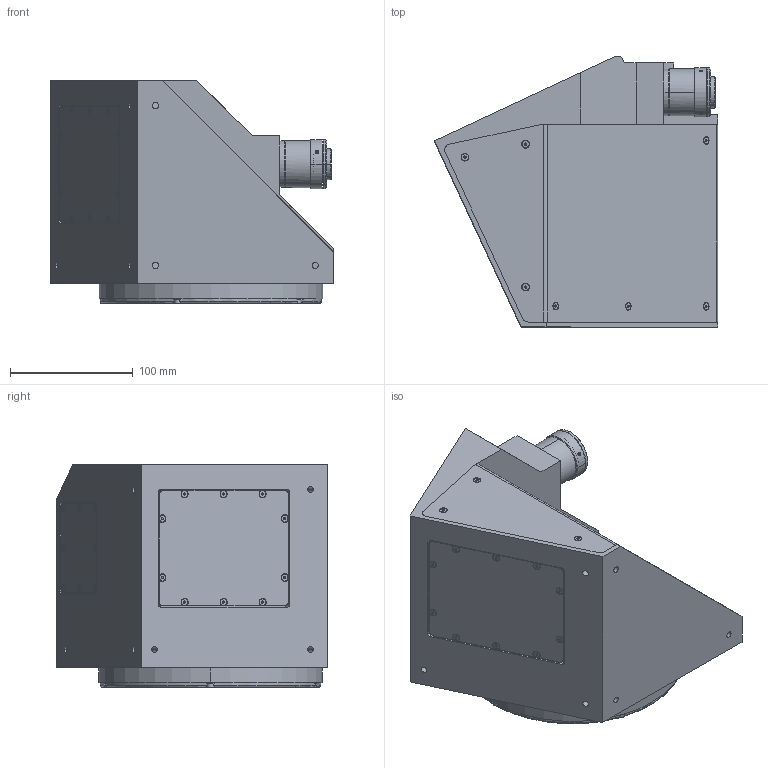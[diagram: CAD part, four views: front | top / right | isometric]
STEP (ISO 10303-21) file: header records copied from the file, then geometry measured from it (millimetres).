
FILE_DESCRIPTION (( 'STEP AP203' ), '1' );
FILE_NAME ('DP25887_TCCR23120.step', '2021-10-21T13:59:57', ( '' ), ( '' ), 'SwSTEP 2.0', 'SolidWorks 2021', '' );
FILE_SCHEMA (( 'CONFIG_CONTROL_DESIGN' ));
Length unit declared in the file: millimetre
Products named in the file (1): DP25887_TCCR23120
Bounding box: 230.64 x 220 x 181.4 mm (x, y, z)
Surface area: 220345.3 mm2 (no closed solid volume)
Topology: 0 solids, 75 shells, 485 faces, 1595 edges, 1119 vertices
Faces by surface type: plane 210, cylinder 138, cone 120, torus 15, sphere 2
Entity records: 17372 total; most frequent: CARTESIAN_POINT 3456, DIRECTION 3046, ORIENTED_EDGE 2381, EDGE_CURVE 1541, VERTEX_POINT 1119, AXIS2_PLACEMENT_3D 1051, LINE 944, VECTOR 944
